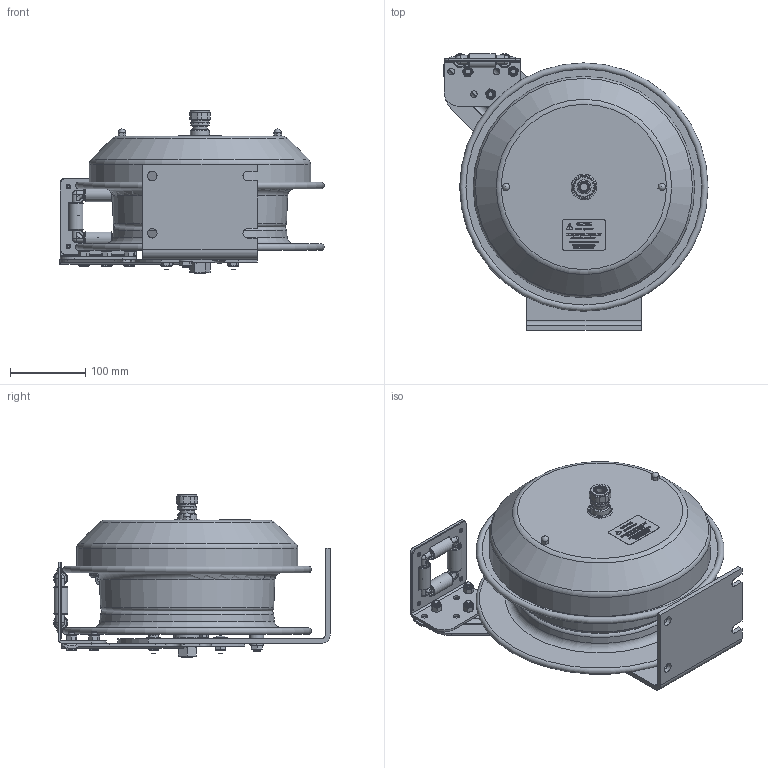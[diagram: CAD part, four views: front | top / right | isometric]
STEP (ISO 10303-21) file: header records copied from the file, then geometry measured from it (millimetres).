
FILE_DESCRIPTION(/* description */ (''),/* implementation_level */ '2;1');
FILE_NAME(/* name */ 'PC13L-5012_SHARED.stp',/* time_stamp */ '2020-03-17T10:29:48-07:00',/* author */ ('NMelton'),/* organization */ (''),/* preprocessor_version */ 'ST-DEVELOPER v17',/* originating_system */ 'Autodesk Inventor 2019',/* authorisation */ '');
FILE_SCHEMA (('AUTOMOTIVE_DESIGN { 1 0 10303 214 3 1 1 }'));
Products named in the file (1): PC13L-5012_SHARED
Bounding box: 351.19 x 368.05 x 216.18 mm (x, y, z)
Surface area: 803820.6 mm2 (no closed solid volume)
Topology: 0 solids, 221 shells, 3547 faces, 14154 edges, 10535 vertices
Faces by surface type: plane 2210, bspline 832, cylinder 271, cone 136, torus 59, sphere 39
Full cylindrical faces by diameter (mm): 2.54 x2, 3.81 x2, 4.699 x4, 4.826 x3, 5.08 x2, 5.556 x4, 5.588 x2, 6.223 x2, 6.35 x4, 7.938 x3, 8.001 x3, 8.731 x7, 10.16 x1, 11.43 x3, 12.192 x8, 12.255 x1, 12.446 x1, 12.7 x2, 15.875 x3, 17.399 x1, 18.745 x1, 19.05 x5, 19.736 x1, 22.085 x1, 23.812 x1, 25.4 x1, 25.908 x1, 26.568 x1, 28.575 x1, 28.702 x1
Entity records: 158625 total; most frequent: CARTESIAN_POINT 47985, ORIENTED_EDGE 22078, DIRECTION 17298, EDGE_CURVE 14107, VERTEX_POINT 10535, LINE 8958, VECTOR 8958, AXIS2_PLACEMENT_3D 4170
